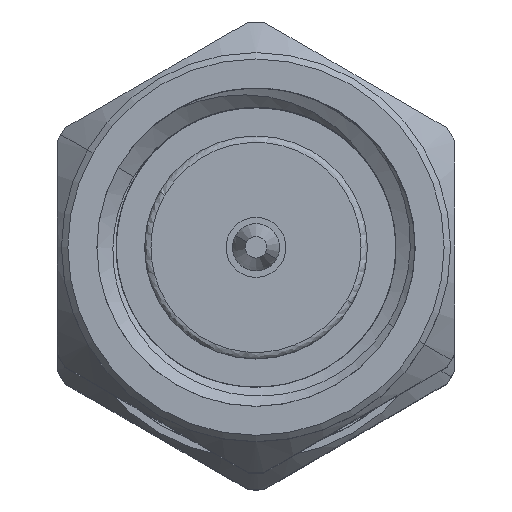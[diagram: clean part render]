
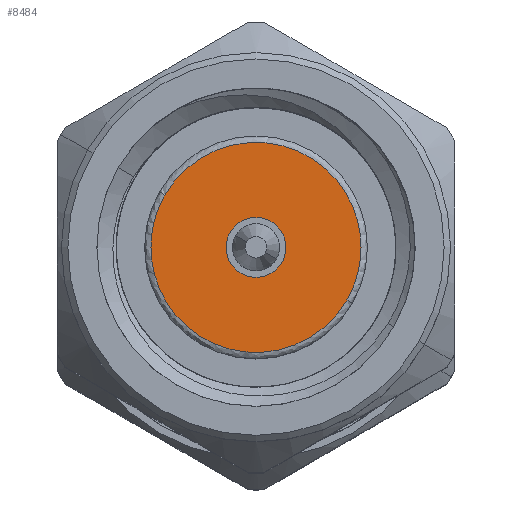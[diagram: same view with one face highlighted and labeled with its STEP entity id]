
A CAD part, top view. The second image highlights one B-rep face of the part: STEP entity #8484.
In plain terms, the highlighted face is planar.
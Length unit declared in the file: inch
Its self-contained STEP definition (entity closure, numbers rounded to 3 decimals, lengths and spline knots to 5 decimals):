
#192 = CIRCLE ( 'NONE', #2053, 0.0235 ) ;
#366 = FACE_OUTER_BOUND ( 'NONE', #7787, .T. ) ;
#543 = CARTESIAN_POINT ( 'NONE',  ( 0.11, 0., 0. ) ) ;
#677 = DIRECTION ( 'NONE',  ( 0., 0., -1. ) ) ;
#860 = AXIS2_PLACEMENT_3D ( 'NONE', #543, #5173, #9471 ) ;
#1323 = EDGE_CURVE ( 'NONE', #4818, #7001, #6267, .T. ) ;
#1970 =( BOUNDED_CURVE ( )  B_SPLINE_CURVE ( 3, ( #2387, #5389, #6799, #8316 ),
 .UNSPECIFIED., .F., .F. ) 
 B_SPLINE_CURVE_WITH_KNOTS ( ( 4, 4 ),
 ( 0., 1. ),
 .UNSPECIFIED. ) 
 CURVE ( )  GEOMETRIC_REPRESENTATION_ITEM ( )  RATIONAL_B_SPLINE_CURVE ( ( 1., 0.333, 0.333, 1. ) ) 
 REPRESENTATION_ITEM ( '' )  );
#2053 = AXIS2_PLACEMENT_3D ( 'NONE', #7637, #2431, #5237 ) ;
#2110 = CARTESIAN_POINT ( 'NONE',  ( 0.11, -0.165, -0.0825 ) ) ;
#2387 = CARTESIAN_POINT ( 'NONE',  ( 0.11, 0., -0.0825 ) ) ;
#2431 = DIRECTION ( 'NONE',  ( -1., 0., 0. ) ) ;
#2671 = CARTESIAN_POINT ( 'NONE',  ( 0.11, 0., -0.0825 ) ) ;
#2819 = AXIS2_PLACEMENT_3D ( 'NONE', #7399, #3783, #677 ) ;
#3084 = EDGE_LOOP ( 'NONE', ( #4373, #3642 ) ) ;
#3448 = CARTESIAN_POINT ( 'NONE',  ( 0.11, 0., -0.0235 ) ) ;
#3642 = ORIENTED_EDGE ( 'NONE', *, *, #7270, .F. ) ;
#3783 = DIRECTION ( 'NONE',  ( -1., 0., 0. ) ) ;
#4373 = ORIENTED_EDGE ( 'NONE', *, *, #1323, .F. ) ;
#4818 = VERTEX_POINT ( 'NONE', #3448 ) ;
#4932 = PLANE ( 'NONE',  #860 ) ;
#4934 = CARTESIAN_POINT ( 'NONE',  ( 0.11, 0., 0.0235 ) ) ;
#5009 = EDGE_CURVE ( 'NONE', #7853, #6901, #9366, .T. ) ;
#5121 = CARTESIAN_POINT ( 'NONE',  ( 0.11, 0., -0.0825 ) ) ;
#5173 = DIRECTION ( 'NONE',  ( 1., 0., 0. ) ) ;
#5237 = DIRECTION ( 'NONE',  ( 0., 0., -1. ) ) ;
#5389 = CARTESIAN_POINT ( 'NONE',  ( 0.11, 0.165, -0.0825 ) ) ;
#5542 = ORIENTED_EDGE ( 'NONE', *, *, #5009, .F. ) ;
#5778 = ORIENTED_EDGE ( 'NONE', *, *, #8290, .F. ) ;
#5853 = CARTESIAN_POINT ( 'NONE',  ( 0.11, 0., 0.0825 ) ) ;
#6267 = CIRCLE ( 'NONE', #2819, 0.0235 ) ;
#6799 = CARTESIAN_POINT ( 'NONE',  ( 0.11, 0.165, 0.0825 ) ) ;
#6901 = VERTEX_POINT ( 'NONE', #2671 ) ;
#7001 = VERTEX_POINT ( 'NONE', #4934 ) ;
#7088 = FACE_BOUND ( 'NONE', #3084, .T. ) ;
#7270 = EDGE_CURVE ( 'NONE', #7001, #4818, #192, .T. ) ;
#7399 = CARTESIAN_POINT ( 'NONE',  ( 0.11, 0., 0. ) ) ;
#7637 = CARTESIAN_POINT ( 'NONE',  ( 0.11, 0., 0. ) ) ;
#7787 = EDGE_LOOP ( 'NONE', ( #5778, #5542 ) ) ;
#7853 = VERTEX_POINT ( 'NONE', #8034 ) ;
#8034 = CARTESIAN_POINT ( 'NONE',  ( 0.11, 0., 0.0825 ) ) ;
#8290 = EDGE_CURVE ( 'NONE', #6901, #7853, #1970, .T. ) ;
#8316 = CARTESIAN_POINT ( 'NONE',  ( 0.11, 0., 0.0825 ) ) ;
#8484 = ADVANCED_FACE ( 'NONE', ( #7088, #366 ), #4932, .F. ) ;
#8825 = CARTESIAN_POINT ( 'NONE',  ( 0.11, -0.165, 0.0825 ) ) ;
#9366 =( BOUNDED_CURVE ( )  B_SPLINE_CURVE ( 3, ( #5853, #8825, #2110, #5121 ),
 .UNSPECIFIED., .F., .F. ) 
 B_SPLINE_CURVE_WITH_KNOTS ( ( 4, 4 ),
 ( 0., 1. ),
 .UNSPECIFIED. ) 
 CURVE ( )  GEOMETRIC_REPRESENTATION_ITEM ( )  RATIONAL_B_SPLINE_CURVE ( ( 1., 0.333, 0.333, 1. ) ) 
 REPRESENTATION_ITEM ( '' )  );
#9471 = DIRECTION ( 'NONE',  ( 0., 0., -1. ) ) ;
